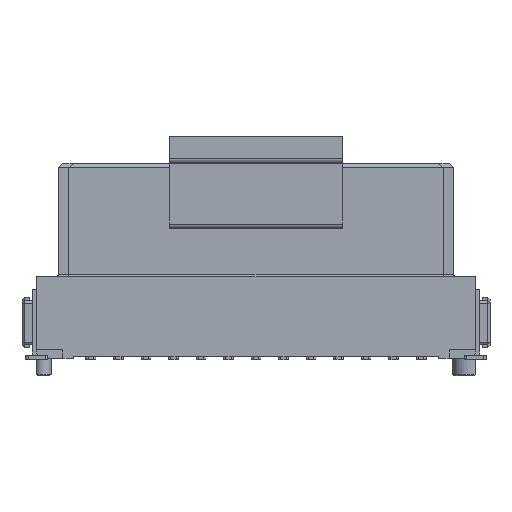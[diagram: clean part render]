
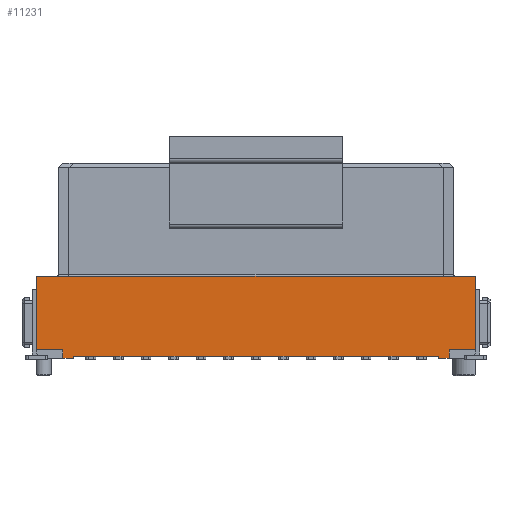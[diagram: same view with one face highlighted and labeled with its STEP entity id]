
A CAD part, front view. The second image highlights one B-rep face of the part: STEP entity #11231.
In plain terms, the highlighted planar face has unit normal (0, -1, 0).
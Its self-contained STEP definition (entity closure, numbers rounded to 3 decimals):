
#94=DIRECTION('',(1.,0.,0.));
#95=VECTOR('',#94,0.5);
#96=CARTESIAN_POINT('',(-8.915,-2.1,0.));
#97=LINE('',#96,#95);
#101=DIRECTION('',(1.,0.,0.));
#102=VECTOR('',#101,0.5);
#103=CARTESIAN_POINT('',(8.415,-2.1,0.));
#104=LINE('',#103,#102);
#213=DIRECTION('',(1.,0.,0.));
#214=VECTOR('',#213,16.83);
#215=CARTESIAN_POINT('',(-8.415,-2.1,0.1));
#216=LINE('',#215,#214);
#220=DIRECTION('',(0.,0.,1.));
#221=VECTOR('',#220,0.1);
#222=CARTESIAN_POINT('',(-8.415,-2.1,0.));
#223=LINE('',#222,#221);
#227=DIRECTION('',(0.,0.,1.));
#228=VECTOR('',#227,0.4);
#229=CARTESIAN_POINT('',(-8.915,-2.1,0.));
#230=LINE('',#229,#228);
#234=DIRECTION('',(1.,0.,0.));
#235=VECTOR('',#234,1.2);
#236=CARTESIAN_POINT('',(-10.115,-2.1,0.4));
#237=LINE('',#236,#235);
#241=DIRECTION('',(0.,0.,1.));
#242=VECTOR('',#241,3.4);
#243=CARTESIAN_POINT('',(-10.115,-2.1,0.4));
#244=LINE('',#243,#242);
#248=DIRECTION('',(1.,0.,0.));
#249=VECTOR('',#248,20.23);
#250=CARTESIAN_POINT('',(-10.115,-2.1,3.8));
#251=LINE('',#250,#249);
#255=DIRECTION('',(1.,0.,0.));
#256=VECTOR('',#255,1.2);
#257=CARTESIAN_POINT('',(8.915,-2.1,0.4));
#258=LINE('',#257,#256);
#262=DIRECTION('',(0.,0.,1.));
#263=VECTOR('',#262,0.4);
#264=CARTESIAN_POINT('',(8.915,-2.1,0.));
#265=LINE('',#264,#263);
#269=DIRECTION('',(0.,0.,1.));
#270=VECTOR('',#269,0.1);
#271=CARTESIAN_POINT('',(8.415,-2.1,0.));
#272=LINE('',#271,#270);
#505=DIRECTION('',(0.,0.,1.));
#506=VECTOR('',#505,3.4);
#507=CARTESIAN_POINT('',(10.115,-2.1,0.4));
#508=LINE('',#507,#506);
#9441=CARTESIAN_POINT('',(-10.115,-2.1,3.8));
#9442=CARTESIAN_POINT('',(10.115,-2.1,3.8));
#9443=VERTEX_POINT('',#9441);
#9444=VERTEX_POINT('',#9442);
#9454=CARTESIAN_POINT('',(10.115,-2.1,0.4));
#9456=VERTEX_POINT('',#9454);
#9472=CARTESIAN_POINT('',(-10.115,-2.1,0.4));
#9474=VERTEX_POINT('',#9472);
#9479=CARTESIAN_POINT('',(8.915,-2.1,0.));
#9481=VERTEX_POINT('',#9479);
#9495=CARTESIAN_POINT('',(-8.915,-2.1,0.));
#9496=VERTEX_POINT('',#9495);
#9497=CARTESIAN_POINT('',(-8.915,-2.1,0.4));
#9498=VERTEX_POINT('',#9497);
#9499=CARTESIAN_POINT('',(8.915,-2.1,0.4));
#9500=VERTEX_POINT('',#9499);
#11053=CARTESIAN_POINT('',(-8.415,-2.1,0.1));
#11054=CARTESIAN_POINT('',(8.415,-2.1,0.1));
#11055=VERTEX_POINT('',#11053);
#11056=VERTEX_POINT('',#11054);
#11057=CARTESIAN_POINT('',(-8.415,-2.1,0.));
#11058=VERTEX_POINT('',#11057);
#11059=CARTESIAN_POINT('',(8.415,-2.1,0.));
#11060=VERTEX_POINT('',#11059);
#11204=CARTESIAN_POINT('',(-10.115,-2.1,0.));
#11205=DIRECTION('',(0.,-1.,0.));
#11206=DIRECTION('',(1.,0.,0.));
#11207=AXIS2_PLACEMENT_3D('',#11204,#11205,#11206);
#11208=PLANE('',#11207);
#11209=ORIENTED_EDGE('',*,*,#11180,.F.);
#11210=ORIENTED_EDGE('',*,*,#11149,.F.);
#11211=ORIENTED_EDGE('',*,*,#11104,.F.);
#11213=ORIENTED_EDGE('',*,*,#11212,.T.);
#11215=ORIENTED_EDGE('',*,*,#11214,.F.);
#11217=ORIENTED_EDGE('',*,*,#11216,.T.);
#11219=ORIENTED_EDGE('',*,*,#11218,.T.);
#11221=ORIENTED_EDGE('',*,*,#11220,.F.);
#11223=ORIENTED_EDGE('',*,*,#11222,.F.);
#11225=ORIENTED_EDGE('',*,*,#11224,.F.);
#11226=ORIENTED_EDGE('',*,*,#11116,.F.);
#11228=ORIENTED_EDGE('',*,*,#11227,.T.);
#11229=EDGE_LOOP('',(#11209,#11210,#11211,#11213,#11215,#11217,#11219,#11221,
#11223,#11225,#11226,#11228));
#11230=FACE_OUTER_BOUND('',#11229,.F.);
#11231=ADVANCED_FACE('',(#11230),#11208,.T.);
#11104=EDGE_CURVE('',#9496,#11058,#97,.T.);
#11116=EDGE_CURVE('',#11060,#9481,#104,.T.);
#11149=EDGE_CURVE('',#11058,#11055,#223,.T.);
#11180=EDGE_CURVE('',#11055,#11056,#216,.T.);
#11212=EDGE_CURVE('',#9496,#9498,#230,.T.);
#11214=EDGE_CURVE('',#9474,#9498,#237,.T.);
#11216=EDGE_CURVE('',#9474,#9443,#244,.T.);
#11218=EDGE_CURVE('',#9443,#9444,#251,.T.);
#11220=EDGE_CURVE('',#9456,#9444,#508,.T.);
#11222=EDGE_CURVE('',#9500,#9456,#258,.T.);
#11224=EDGE_CURVE('',#9481,#9500,#265,.T.);
#11227=EDGE_CURVE('',#11060,#11056,#272,.T.);
